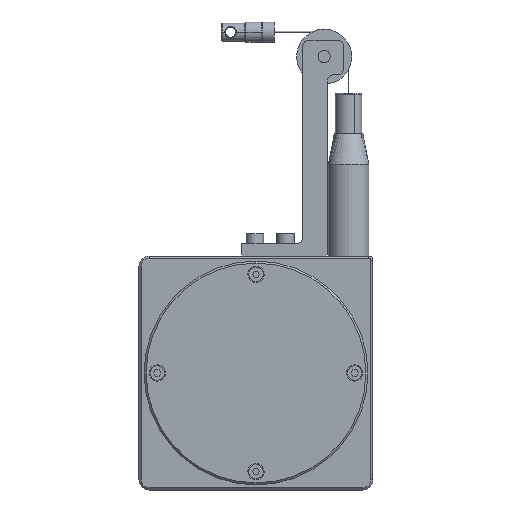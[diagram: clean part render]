
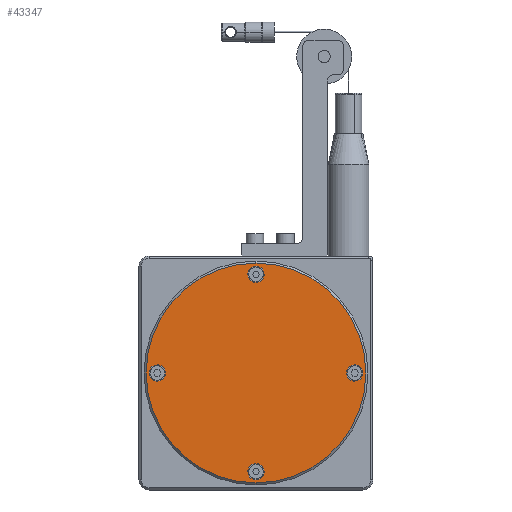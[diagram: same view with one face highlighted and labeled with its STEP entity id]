
A CAD part, front view. The second image highlights one B-rep face of the part: STEP entity #43347.
In plain terms, the highlighted planar face has unit normal (0, -1, 0).
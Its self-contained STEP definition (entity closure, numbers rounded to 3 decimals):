
#42900=CARTESIAN_POINT('Axis2P3D Location',(0.,0.,48.5)) ;
#42904=CARTESIAN_POINT('Vertex',(3.51,0.,46.582)) ;
#42906=CARTESIAN_POINT('Vertex',(-3.51,0.,50.418)) ;
#42926=CARTESIAN_POINT('Axis2P3D Location',(0.,0.,48.5)) ;
#42980=CARTESIAN_POINT('Axis2P3D Location',(48.5,0.,0.)) ;
#42984=CARTESIAN_POINT('Vertex',(50.418,0.,3.51)) ;
#42986=CARTESIAN_POINT('Vertex',(46.582,0.,-3.51)) ;
#43006=CARTESIAN_POINT('Axis2P3D Location',(48.5,0.,0.)) ;
#43089=CARTESIAN_POINT('Axis2P3D Location',(0.,0.,-48.5)) ;
#43093=CARTESIAN_POINT('Vertex',(3.51,0.,-50.418)) ;
#43095=CARTESIAN_POINT('Vertex',(-3.51,0.,-46.582)) ;
#43115=CARTESIAN_POINT('Axis2P3D Location',(0.,0.,-48.5)) ;
#43198=CARTESIAN_POINT('Axis2P3D Location',(-48.5,0.,0.)) ;
#43202=CARTESIAN_POINT('Vertex',(-50.418,0.,-3.51)) ;
#43204=CARTESIAN_POINT('Vertex',(-46.582,0.,3.51)) ;
#43224=CARTESIAN_POINT('Axis2P3D Location',(-48.5,0.,0.)) ;
#43308=CARTESIAN_POINT('Axis2P3D Location',(0.,0.,0.)) ;
#43313=CARTESIAN_POINT('Axis2P3D Location',(0.,0.,0.)) ;
#43317=CARTESIAN_POINT('Vertex',(0.,0.,54.)) ;
#43319=CARTESIAN_POINT('Vertex',(0.,0.,-54.)) ;
#43322=CARTESIAN_POINT('Axis2P3D Location',(0.,0.,0.)) ;
#42901=DIRECTION('Axis2P3D Direction',(-0.,1.,0.)) ;
#42927=DIRECTION('Axis2P3D Direction',(-0.,1.,0.)) ;
#42981=DIRECTION('Axis2P3D Direction',(0.,1.,0.)) ;
#43007=DIRECTION('Axis2P3D Direction',(0.,1.,0.)) ;
#43090=DIRECTION('Axis2P3D Direction',(0.,1.,0.)) ;
#43116=DIRECTION('Axis2P3D Direction',(0.,1.,0.)) ;
#43199=DIRECTION('Axis2P3D Direction',(0.,1.,-0.)) ;
#43225=DIRECTION('Axis2P3D Direction',(0.,1.,-0.)) ;
#43309=DIRECTION('Axis2P3D Direction',(0.,1.,0.)) ;
#43310=DIRECTION('Axis2P3D XDirection',(0.,0.,1.)) ;
#43314=DIRECTION('Axis2P3D Direction',(0.,1.,0.)) ;
#43323=DIRECTION('Axis2P3D Direction',(0.,1.,0.)) ;
#42902=AXIS2_PLACEMENT_3D('Circle Axis2P3D',#42900,#42901,$) ;
#42928=AXIS2_PLACEMENT_3D('Circle Axis2P3D',#42926,#42927,$) ;
#42982=AXIS2_PLACEMENT_3D('Circle Axis2P3D',#42980,#42981,$) ;
#43008=AXIS2_PLACEMENT_3D('Circle Axis2P3D',#43006,#43007,$) ;
#43091=AXIS2_PLACEMENT_3D('Circle Axis2P3D',#43089,#43090,$) ;
#43117=AXIS2_PLACEMENT_3D('Circle Axis2P3D',#43115,#43116,$) ;
#43200=AXIS2_PLACEMENT_3D('Circle Axis2P3D',#43198,#43199,$) ;
#43226=AXIS2_PLACEMENT_3D('Circle Axis2P3D',#43224,#43225,$) ;
#43311=AXIS2_PLACEMENT_3D('Plane Axis2P3D',#43308,#43309,#43310) ;
#43315=AXIS2_PLACEMENT_3D('Circle Axis2P3D',#43313,#43314,$) ;
#43324=AXIS2_PLACEMENT_3D('Circle Axis2P3D',#43322,#43323,$) ;
#43328=ORIENTED_EDGE('',*,*,#43321,.F.) ;
#43329=ORIENTED_EDGE('',*,*,#43326,.F.) ;
#43332=ORIENTED_EDGE('',*,*,#42930,.T.) ;
#43333=ORIENTED_EDGE('',*,*,#42908,.T.) ;
#43336=ORIENTED_EDGE('',*,*,#43010,.T.) ;
#43337=ORIENTED_EDGE('',*,*,#42988,.T.) ;
#43340=ORIENTED_EDGE('',*,*,#43119,.T.) ;
#43341=ORIENTED_EDGE('',*,*,#43097,.T.) ;
#43344=ORIENTED_EDGE('',*,*,#43228,.T.) ;
#43345=ORIENTED_EDGE('',*,*,#43206,.T.) ;
#43334=FACE_BOUND('',#43331,.T.) ;
#43338=FACE_BOUND('',#43335,.T.) ;
#43342=FACE_BOUND('',#43339,.T.) ;
#43346=FACE_BOUND('',#43343,.T.) ;
#43347=ADVANCED_FACE('\X2\96F64EF651E04F554F53\X0\',(#43330,#43334,#43338,#43342,#43346),#43312,.F.) ;
#42903=CIRCLE('generated circle',#42902,4.) ;
#42929=CIRCLE('generated circle',#42928,4.) ;
#42983=CIRCLE('generated circle',#42982,4.) ;
#43009=CIRCLE('generated circle',#43008,4.) ;
#43092=CIRCLE('generated circle',#43091,4.) ;
#43118=CIRCLE('generated circle',#43117,4.) ;
#43201=CIRCLE('generated circle',#43200,4.) ;
#43227=CIRCLE('generated circle',#43226,4.) ;
#43316=CIRCLE('generated circle',#43315,54.) ;
#43325=CIRCLE('generated circle',#43324,54.) ;
#42908=EDGE_CURVE('',#42905,#42907,#42903,.T.) ;
#42930=EDGE_CURVE('',#42907,#42905,#42929,.T.) ;
#42988=EDGE_CURVE('',#42985,#42987,#42983,.T.) ;
#43010=EDGE_CURVE('',#42987,#42985,#43009,.T.) ;
#43097=EDGE_CURVE('',#43094,#43096,#43092,.T.) ;
#43119=EDGE_CURVE('',#43096,#43094,#43118,.T.) ;
#43206=EDGE_CURVE('',#43203,#43205,#43201,.T.) ;
#43228=EDGE_CURVE('',#43205,#43203,#43227,.T.) ;
#43321=EDGE_CURVE('',#43318,#43320,#43316,.T.) ;
#43326=EDGE_CURVE('',#43320,#43318,#43325,.T.) ;
#43327=EDGE_LOOP('',(#43328,#43329)) ;
#43331=EDGE_LOOP('',(#43332,#43333)) ;
#43335=EDGE_LOOP('',(#43336,#43337)) ;
#43339=EDGE_LOOP('',(#43340,#43341)) ;
#43343=EDGE_LOOP('',(#43344,#43345)) ;
#43330=FACE_OUTER_BOUND('',#43327,.T.) ;
#43312=PLANE('',#43311) ;
#42905=VERTEX_POINT('',#42904) ;
#42907=VERTEX_POINT('',#42906) ;
#42985=VERTEX_POINT('',#42984) ;
#42987=VERTEX_POINT('',#42986) ;
#43094=VERTEX_POINT('',#43093) ;
#43096=VERTEX_POINT('',#43095) ;
#43203=VERTEX_POINT('',#43202) ;
#43205=VERTEX_POINT('',#43204) ;
#43318=VERTEX_POINT('',#43317) ;
#43320=VERTEX_POINT('',#43319) ;
